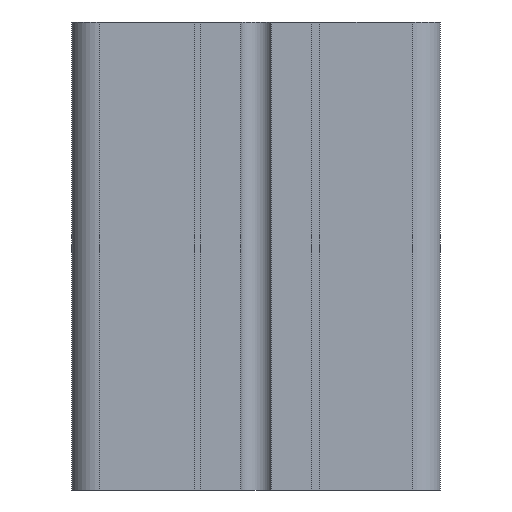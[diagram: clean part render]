
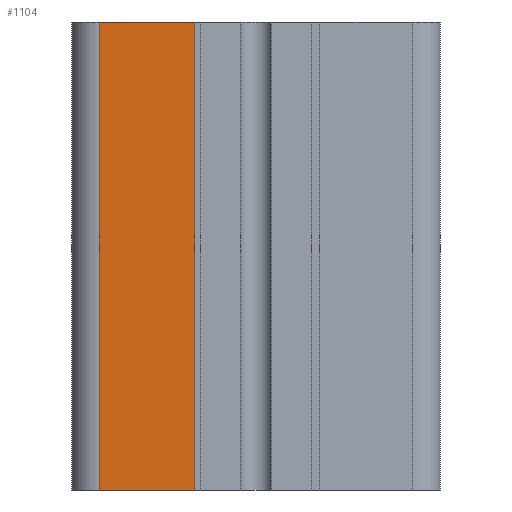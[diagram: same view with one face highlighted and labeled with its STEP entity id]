
A CAD part, front view. The second image highlights one B-rep face of the part: STEP entity #1104.
In plain terms, the highlighted planar face has unit normal (0, -1, 0).
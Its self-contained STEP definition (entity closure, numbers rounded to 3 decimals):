
#1048=CARTESIAN_POINT('',(6.667,0.,25.4));
#1049=VERTEX_POINT('',#1048);
#1056=CARTESIAN_POINT('',(6.667,0.,0.0));
#1057=VERTEX_POINT('',#1056);
#1058=CARTESIAN_POINT('',(6.667,0.,0.0));
#1059=DIRECTION('',(0.0,0.0,1.0));
#1060=VECTOR('',#1059,25.4);
#1061=LINE('',#1058,#1060);
#1062=EDGE_CURVE('',#1057,#1049,#1061,.T.);
#1074=CARTESIAN_POINT('',(6.667,0.,0.0));
#1075=DIRECTION('',(0.0,-1.0,0.0));
#1076=DIRECTION('',(0.0,0.0,-1.0));
#1077=AXIS2_PLACEMENT_3D('',#1074,#1075,#1076);
#1078=PLANE('',#1077);
#1079=CARTESIAN_POINT('',(1.504,0.,25.4));
#1080=VERTEX_POINT('',#1079);
#1081=CARTESIAN_POINT('',(6.667,0.,25.4));
#1082=DIRECTION('',(-1.0,0.0,0.0));
#1083=VECTOR('',#1082,5.162);
#1084=LINE('',#1081,#1083);
#1085=EDGE_CURVE('',#1049,#1080,#1084,.T.);
#1086=ORIENTED_EDGE('',*,*,#1085,.T.);
#1087=CARTESIAN_POINT('',(1.504,0.,0.0));
#1088=VERTEX_POINT('',#1087);
#1089=CARTESIAN_POINT('',(1.504,0.,0.0));
#1090=DIRECTION('',(0.0,0.0,1.0));
#1091=VECTOR('',#1090,25.4);
#1092=LINE('',#1089,#1091);
#1093=EDGE_CURVE('',#1088,#1080,#1092,.T.);
#1094=ORIENTED_EDGE('',*,*,#1093,.F.);
#1095=CARTESIAN_POINT('',(1.504,0.,0.0));
#1096=DIRECTION('',(1.0,0.0,0.0));
#1097=VECTOR('',#1096,5.162);
#1098=LINE('',#1095,#1097);
#1099=EDGE_CURVE('',#1088,#1057,#1098,.T.);
#1100=ORIENTED_EDGE('',*,*,#1099,.T.);
#1101=ORIENTED_EDGE('',*,*,#1062,.T.);
#1102=EDGE_LOOP('',(#1086,#1094,#1100,#1101));
#1103=FACE_OUTER_BOUND('',#1102,.T.);
#1104=ADVANCED_FACE('',(#1103),#1078,.T.);
